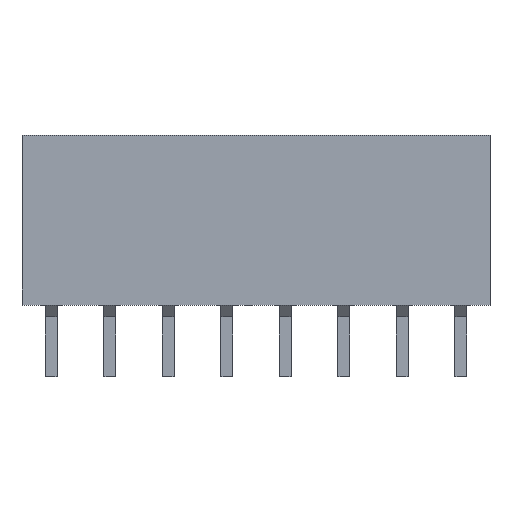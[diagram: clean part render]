
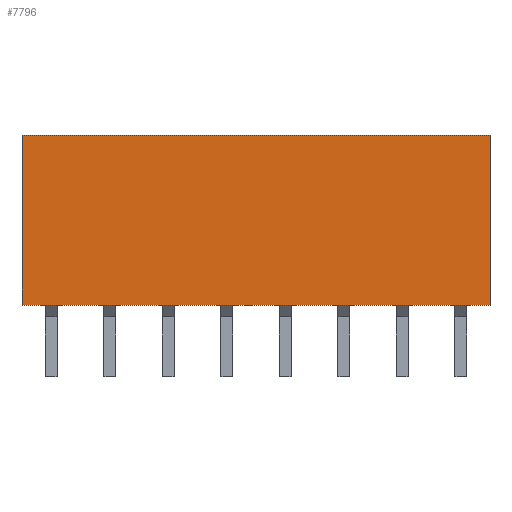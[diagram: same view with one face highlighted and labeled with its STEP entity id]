
A CAD part, top view. The second image highlights one B-rep face of the part: STEP entity #7796.
In plain terms, the highlighted planar face has unit normal (0, 0, 1).
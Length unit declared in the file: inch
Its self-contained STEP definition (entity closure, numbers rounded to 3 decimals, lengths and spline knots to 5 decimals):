
#1667=ORIENTED_EDGE('',*,*,#3108,.T.);
#1668=ORIENTED_EDGE('',*,*,#3109,.F.);
#1669=ORIENTED_EDGE('',*,*,#3037,.F.);
#1670=ORIENTED_EDGE('',*,*,#3107,.T.);
#3037=EDGE_CURVE('',#3889,#3890,#4869,.T.);
#3107=EDGE_CURVE('',#3889,#3957,#4939,.T.);
#3108=EDGE_CURVE('',#3957,#3958,#4940,.T.);
#3109=EDGE_CURVE('',#3890,#3958,#4941,.T.);
#3889=VERTEX_POINT('',#11766);
#3890=VERTEX_POINT('',#11768);
#3957=VERTEX_POINT('',#11906);
#3958=VERTEX_POINT('',#11910);
#4869=LINE('',#11767,#5981);
#4939=LINE('',#11907,#6051);
#4940=LINE('',#11909,#6052);
#4941=LINE('',#11911,#6053);
#5981=VECTOR('',#9615,39.37008);
#6051=VECTOR('',#9689,39.37008);
#6052=VECTOR('',#9692,39.37008);
#6053=VECTOR('',#9693,39.37008);
#6592=EDGE_LOOP('',(#1667,#1668,#1669,#1670));
#7020=FACE_BOUND('',#6592,.T.);
#7416=PLANE('',#8203);
#7796=ADVANCED_FACE('',(#7020),#7416,.F.);
#8203=AXIS2_PLACEMENT_3D('',#11908,#9690,#9691);
#9615=DIRECTION('',(1.,0.,0.));
#9689=DIRECTION('',(0.,-1.,0.));
#9690=DIRECTION('',(0.,0.,-1.));
#9691=DIRECTION('',(-1.,0.,0.));
#9692=DIRECTION('',(1.,0.,0.));
#9693=DIRECTION('',(0.,-1.,0.));
#11766=CARTESIAN_POINT('',(-0.4,0.29,0.1));
#11767=CARTESIAN_POINT('',(-0.4,0.29,0.1));
#11768=CARTESIAN_POINT('',(0.4,0.29,0.1));
#11906=CARTESIAN_POINT('',(-0.4,0.,0.1));
#11907=CARTESIAN_POINT('',(-0.4,0.29,0.1));
#11908=CARTESIAN_POINT('',(-0.4,0.29,0.1));
#11909=CARTESIAN_POINT('',(-0.4,0.,0.1));
#11910=CARTESIAN_POINT('',(0.4,0.,0.1));
#11911=CARTESIAN_POINT('',(0.4,0.29,0.1));
